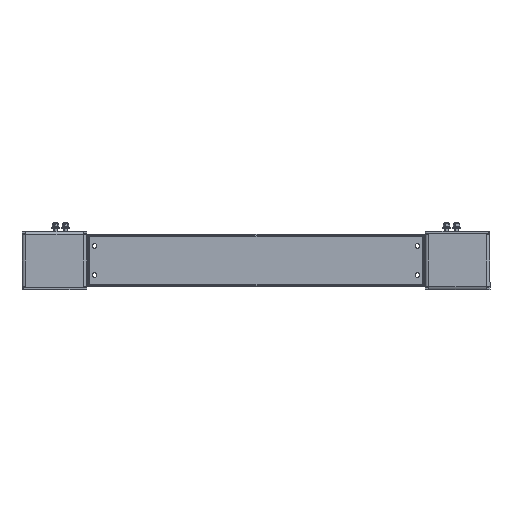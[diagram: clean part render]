
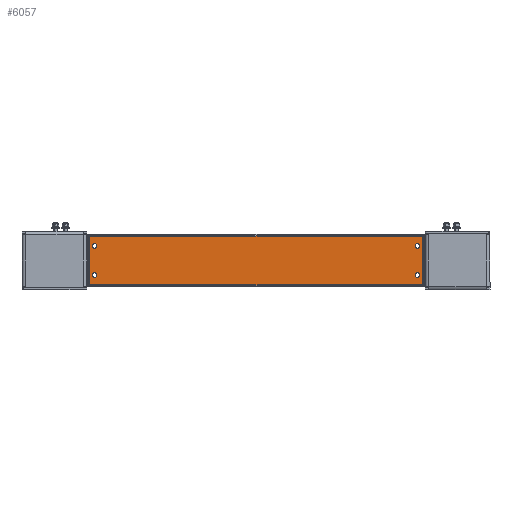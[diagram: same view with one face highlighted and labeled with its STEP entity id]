
A CAD part, left-side view. The second image highlights one B-rep face of the part: STEP entity #6057.
In plain terms, the highlighted face is planar.
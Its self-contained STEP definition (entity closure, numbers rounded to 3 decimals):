
#84 = CARTESIAN_POINT ( 'NONE',  ( -272., 25., 0. ) ) ;
#166 = DIRECTION ( 'NONE',  ( -1., 0., 0. ) ) ;
#291 = DIRECTION ( 'NONE',  ( -1., 0., 0. ) ) ;
#317 = CARTESIAN_POINT ( 'NONE',  ( 276., -25., 0. ) ) ;
#580 = VECTOR ( 'NONE', #291, 1000. ) ;
#764 = ORIENTED_EDGE ( 'NONE', *, *, #7169, .T. ) ;
#789 = VERTEX_POINT ( 'NONE', #7888 ) ;
#1015 = DIRECTION ( 'NONE',  ( -1., 0., 0. ) ) ;
#1023 = EDGE_CURVE ( 'NONE', #789, #2080, #9227, .T. ) ;
#1117 = DIRECTION ( 'NONE',  ( 0., 0., 1. ) ) ;
#1197 = CARTESIAN_POINT ( 'NONE',  ( 276., 25., 0. ) ) ;
#1241 = CARTESIAN_POINT ( 'NONE',  ( -280., 25., 0. ) ) ;
#1244 = CARTESIAN_POINT ( 'NONE',  ( -284.5, -41.5, 0. ) ) ;
#1399 = EDGE_LOOP ( 'NONE', ( #1735, #1541 ) ) ;
#1465 = EDGE_CURVE ( 'NONE', #9782, #789, #8559, .T. ) ;
#1484 = AXIS2_PLACEMENT_3D ( 'NONE', #2088, #3734, #4385 ) ;
#1512 = DIRECTION ( 'NONE',  ( 0., 0., 1. ) ) ;
#1514 = VERTEX_POINT ( 'NONE', #1241 ) ;
#1541 = ORIENTED_EDGE ( 'NONE', *, *, #3468, .F. ) ;
#1719 = CARTESIAN_POINT ( 'NONE',  ( -284.5, -41.5, 0. ) ) ;
#1735 = ORIENTED_EDGE ( 'NONE', *, *, #4409, .F. ) ;
#1764 = FACE_BOUND ( 'NONE', #1867, .T. ) ;
#1862 = DIRECTION ( 'NONE',  ( 0., 0., 1. ) ) ;
#1867 = EDGE_LOOP ( 'NONE', ( #5236, #10337 ) ) ;
#1888 = VERTEX_POINT ( 'NONE', #84 ) ;
#2011 = CARTESIAN_POINT ( 'NONE',  ( 284.5, -45., 0. ) ) ;
#2053 = DIRECTION ( 'NONE',  ( 0., 0., 1. ) ) ;
#2078 = DIRECTION ( 'NONE',  ( -1., 0., 0. ) ) ;
#2080 = VERTEX_POINT ( 'NONE', #1244 ) ;
#2088 = CARTESIAN_POINT ( 'NONE',  ( -276., 25., 0. ) ) ;
#2444 = ORIENTED_EDGE ( 'NONE', *, *, #5152, .F. ) ;
#2669 = AXIS2_PLACEMENT_3D ( 'NONE', #6624, #4145, #1015 ) ;
#2759 = DIRECTION ( 'NONE',  ( 0., -1., 0. ) ) ;
#2783 = CARTESIAN_POINT ( 'NONE',  ( 284.5, 41.5, 0. ) ) ;
#2810 = VERTEX_POINT ( 'NONE', #6504 ) ;
#2889 = ORIENTED_EDGE ( 'NONE', *, *, #1023, .T. ) ;
#2941 = DIRECTION ( 'NONE',  ( 0., 0., 1. ) ) ;
#2992 = EDGE_CURVE ( 'NONE', #5199, #3497, #3760, .T. ) ;
#3004 = CIRCLE ( 'NONE', #6905, 4. ) ;
#3064 = EDGE_CURVE ( 'NONE', #10385, #3099, #4611, .T. ) ;
#3099 = VERTEX_POINT ( 'NONE', #6089 ) ;
#3296 = EDGE_CURVE ( 'NONE', #1888, #1514, #8504, .T. ) ;
#3441 = CARTESIAN_POINT ( 'NONE',  ( 280., 25., 0. ) ) ;
#3468 = EDGE_CURVE ( 'NONE', #9268, #7000, #7485, .T. ) ;
#3497 = VERTEX_POINT ( 'NONE', #10215 ) ;
#3513 = ORIENTED_EDGE ( 'NONE', *, *, #2992, .F. ) ;
#3623 = VECTOR ( 'NONE', #2759, 1000. ) ;
#3734 = DIRECTION ( 'NONE',  ( 0., 0., 1. ) ) ;
#3760 = CIRCLE ( 'NONE', #6121, 4. ) ;
#3787 = CARTESIAN_POINT ( 'NONE',  ( -276., 25., 0. ) ) ;
#4145 = DIRECTION ( 'NONE',  ( 0., 0., 1. ) ) ;
#4385 = DIRECTION ( 'NONE',  ( 1., 0., 0. ) ) ;
#4409 = EDGE_CURVE ( 'NONE', #7000, #9268, #4676, .T. ) ;
#4460 = AXIS2_PLACEMENT_3D ( 'NONE', #3787, #2053, #9414 ) ;
#4463 = CARTESIAN_POINT ( 'NONE',  ( -276., -25., 0. ) ) ;
#4551 = DIRECTION ( 'NONE',  ( -1., 0., 0. ) ) ;
#4563 = DIRECTION ( 'NONE',  ( -1., 0., 0. ) ) ;
#4611 = CIRCLE ( 'NONE', #10031, 4. ) ;
#4676 = CIRCLE ( 'NONE', #10273, 4. ) ;
#4697 = AXIS2_PLACEMENT_3D ( 'NONE', #5832, #7419, #166 ) ;
#4707 = CIRCLE ( 'NONE', #1484, 4. ) ;
#4747 = DIRECTION ( 'NONE',  ( 1., 0., 0. ) ) ;
#4868 = CIRCLE ( 'NONE', #2669, 4. ) ;
#4991 = FACE_OUTER_BOUND ( 'NONE', #5719, .T. ) ;
#5152 = EDGE_CURVE ( 'NONE', #3497, #5199, #3004, .T. ) ;
#5199 = VERTEX_POINT ( 'NONE', #9093 ) ;
#5236 = ORIENTED_EDGE ( 'NONE', *, *, #3296, .F. ) ;
#5290 = LINE ( 'NONE', #2011, #7425 ) ;
#5403 = EDGE_CURVE ( 'NONE', #1514, #1888, #4707, .T. ) ;
#5485 = EDGE_LOOP ( 'NONE', ( #9474, #7929 ) ) ;
#5520 = CARTESIAN_POINT ( 'NONE',  ( -280., -25., 0. ) ) ;
#5538 = CARTESIAN_POINT ( 'NONE',  ( 276., -25., 0. ) ) ;
#5546 = EDGE_CURVE ( 'NONE', #2080, #2810, #9834, .T. ) ;
#5719 = EDGE_LOOP ( 'NONE', ( #8177, #764, #5899, #2889 ) ) ;
#5785 = FACE_BOUND ( 'NONE', #7955, .T. ) ;
#5832 = CARTESIAN_POINT ( 'NONE',  ( 0., 0., 0. ) ) ;
#5899 = ORIENTED_EDGE ( 'NONE', *, *, #1465, .T. ) ;
#5949 = EDGE_CURVE ( 'NONE', #3099, #10385, #4868, .T. ) ;
#6055 = CARTESIAN_POINT ( 'NONE',  ( 272., 25., 0. ) ) ;
#6057 = ADVANCED_FACE ( 'NONE', ( #9824, #5785, #9018, #1764, #4991 ), #8218, .F. ) ;
#6089 = CARTESIAN_POINT ( 'NONE',  ( -272., -25., 0. ) ) ;
#6121 = AXIS2_PLACEMENT_3D ( 'NONE', #317, #1862, #7465 ) ;
#6504 = CARTESIAN_POINT ( 'NONE',  ( 284.5, -41.5, 0. ) ) ;
#6624 = CARTESIAN_POINT ( 'NONE',  ( -276., -25., 0. ) ) ;
#6905 = AXIS2_PLACEMENT_3D ( 'NONE', #5538, #1512, #4747 ) ;
#7000 = VERTEX_POINT ( 'NONE', #3441 ) ;
#7169 = EDGE_CURVE ( 'NONE', #2810, #9782, #5290, .T. ) ;
#7419 = DIRECTION ( 'NONE',  ( 0., 0., -1. ) ) ;
#7425 = VECTOR ( 'NONE', #7668, 1000. ) ;
#7465 = DIRECTION ( 'NONE',  ( 1., 0., 0. ) ) ;
#7485 = CIRCLE ( 'NONE', #9357, 4. ) ;
#7635 = CARTESIAN_POINT ( 'NONE',  ( 276., 25., 0. ) ) ;
#7668 = DIRECTION ( 'NONE',  ( 0., 1., 0. ) ) ;
#7672 = DIRECTION ( 'NONE',  ( 0., 0., 1. ) ) ;
#7888 = CARTESIAN_POINT ( 'NONE',  ( -284.5, 41.5, 0. ) ) ;
#7929 = ORIENTED_EDGE ( 'NONE', *, *, #3064, .F. ) ;
#7955 = EDGE_LOOP ( 'NONE', ( #2444, #3513 ) ) ;
#8173 = DIRECTION ( 'NONE',  ( 1., 0., 0. ) ) ;
#8177 = ORIENTED_EDGE ( 'NONE', *, *, #5546, .T. ) ;
#8218 = PLANE ( 'NONE',  #4697 ) ;
#8504 = CIRCLE ( 'NONE', #4460, 4. ) ;
#8523 = CARTESIAN_POINT ( 'NONE',  ( 284.5, 41.5, 0. ) ) ;
#8559 = LINE ( 'NONE', #2783, #580 ) ;
#9018 = FACE_BOUND ( 'NONE', #5485, .T. ) ;
#9074 = CARTESIAN_POINT ( 'NONE',  ( -284.5, 45., 0. ) ) ;
#9093 = CARTESIAN_POINT ( 'NONE',  ( 272., -25., 0. ) ) ;
#9227 = LINE ( 'NONE', #9074, #3623 ) ;
#9268 = VERTEX_POINT ( 'NONE', #6055 ) ;
#9357 = AXIS2_PLACEMENT_3D ( 'NONE', #1197, #2941, #4551 ) ;
#9414 = DIRECTION ( 'NONE',  ( 1., 0., 0. ) ) ;
#9474 = ORIENTED_EDGE ( 'NONE', *, *, #5949, .F. ) ;
#9782 = VERTEX_POINT ( 'NONE', #8523 ) ;
#9805 = VECTOR ( 'NONE', #8173, 1000. ) ;
#9824 = FACE_BOUND ( 'NONE', #1399, .T. ) ;
#9834 = LINE ( 'NONE', #1719, #9805 ) ;
#10031 = AXIS2_PLACEMENT_3D ( 'NONE', #4463, #7672, #4563 ) ;
#10215 = CARTESIAN_POINT ( 'NONE',  ( 280., -25., 0. ) ) ;
#10273 = AXIS2_PLACEMENT_3D ( 'NONE', #7635, #1117, #2078 ) ;
#10337 = ORIENTED_EDGE ( 'NONE', *, *, #5403, .F. ) ;
#10385 = VERTEX_POINT ( 'NONE', #5520 ) ;
